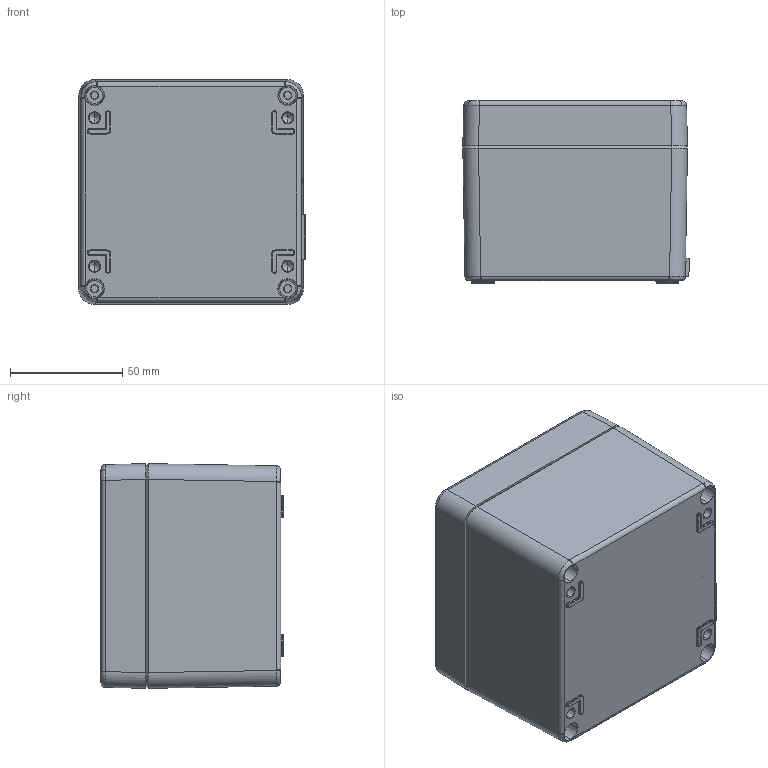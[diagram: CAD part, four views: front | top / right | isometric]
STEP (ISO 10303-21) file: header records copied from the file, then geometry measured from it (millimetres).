
FILE_DESCRIPTION (( 'STEP AP214' ), '1' );
FILE_NAME ('25101008.STEP', '2012-06-14T05:47:23', ( ' ' ), ( '' ), 'SwSTEP 2.0', 'SolidWorks 2011', '' );
FILE_SCHEMA (( 'AUTOMOTIVE_DESIGN' ));
Length unit declared in the file: millimetre
Products named in the file (10): 92441; 92081; 83171; 95026; 01101008_Ex Ausführung; 82013; 93133; 02155; 01155; 25101008
Assembly tree (12 placements, depth 3):
  25101008
    95026
    83171
    92081
    01101008_Ex Ausführung
      01155
      82013
      02155
      93133  x4
    92441
Bounding box: 100.77 x 81 x 100 mm (x, y, z)
Volume: 214301.3 mm3; surface area: 113475.9 mm2
Topology: 11 solids, 11 shells, 1049 faces, 2448 edges, 1436 vertices
Faces by surface type: cylinder 288, plane 241, bspline 232, torus 162, cone 126
Entity records: 37728 total; most frequent: CARTESIAN_POINT 16729, ORIENTED_EDGE 4438, DIRECTION 4167, EDGE_CURVE 2219, AXIS2_PLACEMENT_3D 1670, VERTEX_POINT 1310, EDGE_LOOP 1041, ADVANCED_FACE 968
